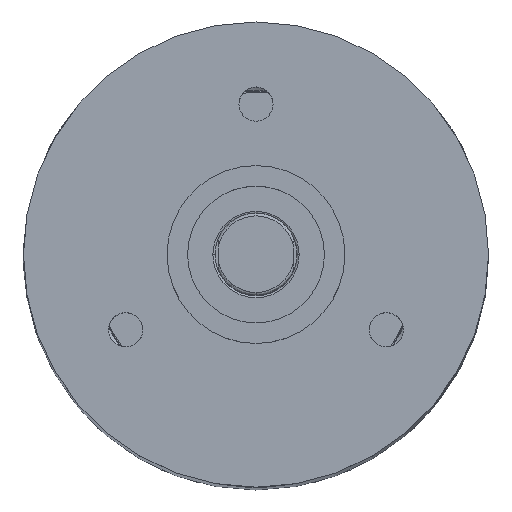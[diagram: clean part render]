
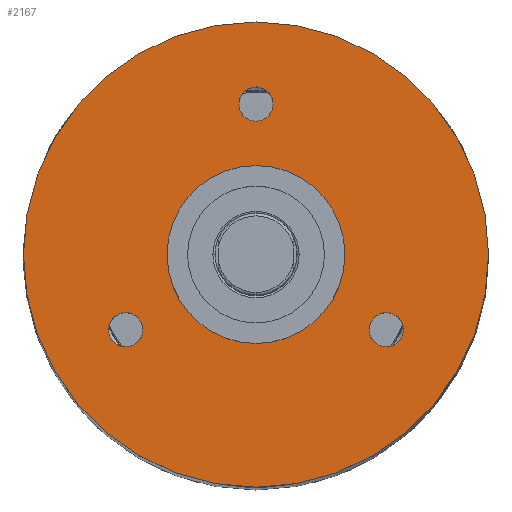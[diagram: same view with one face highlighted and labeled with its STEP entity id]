
A CAD part, top view. The second image highlights one B-rep face of the part: STEP entity #2167.
In plain terms, the highlighted planar face has unit normal (0, 0, 1).
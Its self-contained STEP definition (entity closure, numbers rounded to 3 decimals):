
#13 = DIRECTION ( 'NONE',  ( 1., 0., 0. ) ) ;
#220 = CIRCLE ( 'NONE', #3718, 17. ) ;
#228 = CARTESIAN_POINT ( 'NONE',  ( 0., 11., -2. ) ) ;
#342 = ORIENTED_EDGE ( 'NONE', *, *, #1415, .F. ) ;
#414 = CARTESIAN_POINT ( 'NONE',  ( -17., 0., -2. ) ) ;
#460 = EDGE_LOOP ( 'NONE', ( #9937, #749 ) ) ;
#498 = FACE_BOUND ( 'NONE', #460, .T. ) ;
#544 = AXIS2_PLACEMENT_3D ( 'NONE', #5383, #7045, #2366 ) ;
#594 = CIRCLE ( 'NONE', #5152, 1.25 ) ;
#749 = ORIENTED_EDGE ( 'NONE', *, *, #7130, .F. ) ;
#765 = FACE_BOUND ( 'NONE', #8065, .T. ) ;
#856 = VERTEX_POINT ( 'NONE', #2131 ) ;
#970 = ORIENTED_EDGE ( 'NONE', *, *, #4310, .F. ) ;
#1250 = CARTESIAN_POINT ( 'NONE',  ( 6.5, 0., -2. ) ) ;
#1415 = EDGE_CURVE ( 'NONE', #4214, #1419, #4031, .T. ) ;
#1419 = VERTEX_POINT ( 'NONE', #2383 ) ;
#1506 = EDGE_LOOP ( 'NONE', ( #6536, #6300 ) ) ;
#1580 = DIRECTION ( 'NONE',  ( 1., 0., 0. ) ) ;
#1698 = VERTEX_POINT ( 'NONE', #8199 ) ;
#1871 = DIRECTION ( 'NONE',  ( 0., 0., 1. ) ) ;
#2131 = CARTESIAN_POINT ( 'NONE',  ( 1.25, 11., -2. ) ) ;
#2167 = ADVANCED_FACE ( 'NONE', ( #765, #5485, #6691, #498, #4640 ), #6739, .F. ) ;
#2169 = CARTESIAN_POINT ( 'NONE',  ( 0., 0., -2. ) ) ;
#2366 = DIRECTION ( 'NONE',  ( 1., 0., 0. ) ) ;
#2367 = CIRCLE ( 'NONE', #5486, 1.25 ) ;
#2383 = CARTESIAN_POINT ( 'NONE',  ( 10.776, -5.5, -2. ) ) ;
#2594 = VERTEX_POINT ( 'NONE', #8347 ) ;
#2753 = ORIENTED_EDGE ( 'NONE', *, *, #3411, .F. ) ;
#2768 = DIRECTION ( 'NONE',  ( 0., 0., 1. ) ) ;
#3032 = AXIS2_PLACEMENT_3D ( 'NONE', #5403, #10035, #6937 ) ;
#3080 = DIRECTION ( 'NONE',  ( 0., 0., 1. ) ) ;
#3147 = CARTESIAN_POINT ( 'NONE',  ( 0., 11., -2. ) ) ;
#3411 = EDGE_CURVE ( 'NONE', #1419, #4214, #594, .T. ) ;
#3532 = CIRCLE ( 'NONE', #544, 6.5 ) ;
#3647 = EDGE_CURVE ( 'NONE', #3971, #7052, #220, .T. ) ;
#3718 = AXIS2_PLACEMENT_3D ( 'NONE', #10048, #3080, #3815 ) ;
#3815 = DIRECTION ( 'NONE',  ( 1., 0., 0. ) ) ;
#3819 = DIRECTION ( 'NONE',  ( 0., 0., 1. ) ) ;
#3874 = DIRECTION ( 'NONE',  ( 1., 0., 0. ) ) ;
#3971 = VERTEX_POINT ( 'NONE', #8938 ) ;
#4031 = CIRCLE ( 'NONE', #9150, 1.25 ) ;
#4055 = CIRCLE ( 'NONE', #7817, 6.5 ) ;
#4179 = ORIENTED_EDGE ( 'NONE', *, *, #5369, .F. ) ;
#4214 = VERTEX_POINT ( 'NONE', #4560 ) ;
#4246 = CIRCLE ( 'NONE', #3032, 17. ) ;
#4267 = EDGE_LOOP ( 'NONE', ( #6171, #6247 ) ) ;
#4310 = EDGE_CURVE ( 'NONE', #2594, #856, #6636, .T. ) ;
#4560 = CARTESIAN_POINT ( 'NONE',  ( 8.276, -5.5, -2. ) ) ;
#4640 = FACE_OUTER_BOUND ( 'NONE', #1506, .T. ) ;
#4721 = CARTESIAN_POINT ( 'NONE',  ( 9.526, -5.5, -2. ) ) ;
#5152 = AXIS2_PLACEMENT_3D ( 'NONE', #9606, #2768, #6604 ) ;
#5369 = EDGE_CURVE ( 'NONE', #856, #2594, #8332, .T. ) ;
#5383 = CARTESIAN_POINT ( 'NONE',  ( 0., 0., -2. ) ) ;
#5403 = CARTESIAN_POINT ( 'NONE',  ( 0., 0., -2. ) ) ;
#5485 = FACE_BOUND ( 'NONE', #6665, .T. ) ;
#5486 = AXIS2_PLACEMENT_3D ( 'NONE', #8014, #5722, #7952 ) ;
#5505 = CARTESIAN_POINT ( 'NONE',  ( -9.526, -5.5, -2. ) ) ;
#5722 = DIRECTION ( 'NONE',  ( 0., 0., 1. ) ) ;
#5772 = AXIS2_PLACEMENT_3D ( 'NONE', #8360, #9082, #5987 ) ;
#5907 = DIRECTION ( 'NONE',  ( 1., 0., 0. ) ) ;
#5987 = DIRECTION ( 'NONE',  ( -1., 0., 0. ) ) ;
#6171 = ORIENTED_EDGE ( 'NONE', *, *, #8924, .F. ) ;
#6215 = CIRCLE ( 'NONE', #6751, 1.25 ) ;
#6247 = ORIENTED_EDGE ( 'NONE', *, *, #7505, .F. ) ;
#6300 = ORIENTED_EDGE ( 'NONE', *, *, #9621, .T. ) ;
#6398 = DIRECTION ( 'NONE',  ( 1., 0., 0. ) ) ;
#6536 = ORIENTED_EDGE ( 'NONE', *, *, #3647, .T. ) ;
#6604 = DIRECTION ( 'NONE',  ( 1., 0., 0. ) ) ;
#6636 = CIRCLE ( 'NONE', #8766, 1.25 ) ;
#6665 = EDGE_LOOP ( 'NONE', ( #2753, #342 ) ) ;
#6691 = FACE_BOUND ( 'NONE', #4267, .T. ) ;
#6739 = PLANE ( 'NONE',  #5772 ) ;
#6751 = AXIS2_PLACEMENT_3D ( 'NONE', #5505, #8634, #3874 ) ;
#6937 = DIRECTION ( 'NONE',  ( 1., 0., 0. ) ) ;
#7045 = DIRECTION ( 'NONE',  ( 0., 0., 1. ) ) ;
#7052 = VERTEX_POINT ( 'NONE', #414 ) ;
#7130 = EDGE_CURVE ( 'NONE', #1698, #8262, #4055, .T. ) ;
#7229 = VERTEX_POINT ( 'NONE', #8518 ) ;
#7461 = DIRECTION ( 'NONE',  ( 0., 0., 1. ) ) ;
#7470 = VERTEX_POINT ( 'NONE', #8689 ) ;
#7505 = EDGE_CURVE ( 'NONE', #7229, #7470, #2367, .T. ) ;
#7730 = DIRECTION ( 'NONE',  ( 0., 0., 1. ) ) ;
#7817 = AXIS2_PLACEMENT_3D ( 'NONE', #2169, #7461, #5907 ) ;
#7952 = DIRECTION ( 'NONE',  ( 1., 0., 0. ) ) ;
#8014 = CARTESIAN_POINT ( 'NONE',  ( -9.526, -5.5, -2. ) ) ;
#8065 = EDGE_LOOP ( 'NONE', ( #4179, #970 ) ) ;
#8199 = CARTESIAN_POINT ( 'NONE',  ( -6.5, 0., -2. ) ) ;
#8262 = VERTEX_POINT ( 'NONE', #1250 ) ;
#8332 = CIRCLE ( 'NONE', #8602, 1.25 ) ;
#8347 = CARTESIAN_POINT ( 'NONE',  ( -1.25, 11., -2. ) ) ;
#8360 = CARTESIAN_POINT ( 'NONE',  ( 0., 6.5, -2. ) ) ;
#8508 = EDGE_CURVE ( 'NONE', #8262, #1698, #3532, .T. ) ;
#8518 = CARTESIAN_POINT ( 'NONE',  ( -10.776, -5.5, -2. ) ) ;
#8602 = AXIS2_PLACEMENT_3D ( 'NONE', #3147, #3819, #1580 ) ;
#8634 = DIRECTION ( 'NONE',  ( 0., 0., 1. ) ) ;
#8689 = CARTESIAN_POINT ( 'NONE',  ( -8.276, -5.5, -2. ) ) ;
#8766 = AXIS2_PLACEMENT_3D ( 'NONE', #228, #1871, #6398 ) ;
#8924 = EDGE_CURVE ( 'NONE', #7470, #7229, #6215, .T. ) ;
#8938 = CARTESIAN_POINT ( 'NONE',  ( 17., 0., -2. ) ) ;
#9082 = DIRECTION ( 'NONE',  ( 0., 0., -1. ) ) ;
#9150 = AXIS2_PLACEMENT_3D ( 'NONE', #4721, #7730, #13 ) ;
#9606 = CARTESIAN_POINT ( 'NONE',  ( 9.526, -5.5, -2. ) ) ;
#9621 = EDGE_CURVE ( 'NONE', #7052, #3971, #4246, .T. ) ;
#9937 = ORIENTED_EDGE ( 'NONE', *, *, #8508, .F. ) ;
#10035 = DIRECTION ( 'NONE',  ( 0., 0., 1. ) ) ;
#10048 = CARTESIAN_POINT ( 'NONE',  ( 0., 0., -2. ) ) ;
